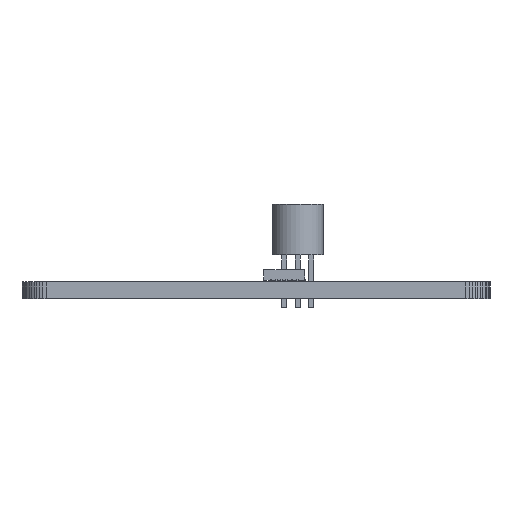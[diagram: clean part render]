
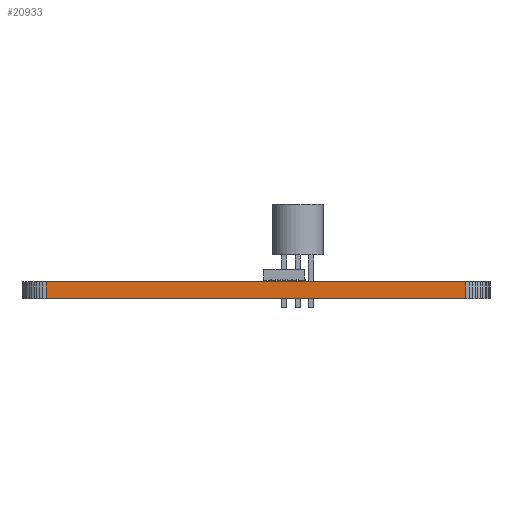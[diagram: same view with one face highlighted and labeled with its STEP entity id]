
A CAD part, left-side view. The second image highlights one B-rep face of the part: STEP entity #20933.
In plain terms, the highlighted planar face has unit normal (-1, 0, 0).
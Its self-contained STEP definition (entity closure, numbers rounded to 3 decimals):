
#13388 = PLANE('',#13389);
#13389 = AXIS2_PLACEMENT_3D('',#13390,#13391,#13392);
#13390 = CARTESIAN_POINT('',(163.824,-106.671,1.6));
#13391 = DIRECTION('',(-0.,-0.,-1.));
#13392 = DIRECTION('',(-1.,0.,0.));
#13442 = PLANE('',#13443);
#13443 = AXIS2_PLACEMENT_3D('',#13444,#13445,#13446);
#13444 = CARTESIAN_POINT('',(163.824,-106.671,0.));
#13445 = DIRECTION('',(-0.,-0.,-1.));
#13446 = DIRECTION('',(-1.,0.,0.));
#14559 = VERTEX_POINT('',#14560);
#14560 = CARTESIAN_POINT('',(126.964,-126.651,0.));
#14574 = PLANE('',#14575);
#14575 = AXIS2_PLACEMENT_3D('',#14576,#14577,#14578);
#14576 = CARTESIAN_POINT('',(126.984,-126.95,0.));
#14577 = DIRECTION('',(-0.998,-0.065,0.));
#14578 = DIRECTION('',(-0.065,0.998,0.));
#14586 = EDGE_CURVE('',#14559,#14587,#14589,.T.);
#14587 = VERTEX_POINT('',#14588);
#14588 = CARTESIAN_POINT('',(126.964,-86.709,0.));
#14589 = SURFACE_CURVE('',#14590,(#14594,#14601),.PCURVE_S1.);
#14590 = LINE('',#14591,#14592);
#14591 = CARTESIAN_POINT('',(126.964,-126.651,0.));
#14592 = VECTOR('',#14593,1.);
#14593 = DIRECTION('',(0.,1.,0.));
#14594 = PCURVE('',#13442,#14595);
#14595 = DEFINITIONAL_REPRESENTATION('',(#14596),#14600);
#14596 = LINE('',#14597,#14598);
#14597 = CARTESIAN_POINT('',(36.86,-19.98));
#14598 = VECTOR('',#14599,1.);
#14599 = DIRECTION('',(0.,1.));
#14600 = ( GEOMETRIC_REPRESENTATION_CONTEXT(2) 
PARAMETRIC_REPRESENTATION_CONTEXT() REPRESENTATION_CONTEXT('2D SPACE',''
  ) );
#14601 = PCURVE('',#14602,#14607);
#14602 = PLANE('',#14603);
#14603 = AXIS2_PLACEMENT_3D('',#14604,#14605,#14606);
#14604 = CARTESIAN_POINT('',(126.964,-126.651,0.));
#14605 = DIRECTION('',(-1.,0.,0.));
#14606 = DIRECTION('',(0.,1.,0.));
#14607 = DEFINITIONAL_REPRESENTATION('',(#14608),#14612);
#14608 = LINE('',#14609,#14610);
#14609 = CARTESIAN_POINT('',(0.,0.));
#14610 = VECTOR('',#14611,1.);
#14611 = DIRECTION('',(1.,0.));
#14612 = ( GEOMETRIC_REPRESENTATION_CONTEXT(2) 
PARAMETRIC_REPRESENTATION_CONTEXT() REPRESENTATION_CONTEXT('2D SPACE',''
  ) );
#14630 = PLANE('',#14631);
#14631 = AXIS2_PLACEMENT_3D('',#14632,#14633,#14634);
#14632 = CARTESIAN_POINT('',(126.964,-86.709,0.));
#14633 = DIRECTION('',(-0.998,0.065,0.));
#14634 = DIRECTION('',(0.065,0.998,0.));
#18099 = VERTEX_POINT('',#18100);
#18100 = CARTESIAN_POINT('',(126.964,-126.651,1.6));
#18121 = EDGE_CURVE('',#18099,#18122,#18124,.T.);
#18122 = VERTEX_POINT('',#18123);
#18123 = CARTESIAN_POINT('',(126.964,-86.709,1.6));
#18124 = SURFACE_CURVE('',#18125,(#18129,#18136),.PCURVE_S1.);
#18125 = LINE('',#18126,#18127);
#18126 = CARTESIAN_POINT('',(126.964,-126.651,1.6));
#18127 = VECTOR('',#18128,1.);
#18128 = DIRECTION('',(0.,1.,0.));
#18129 = PCURVE('',#13388,#18130);
#18130 = DEFINITIONAL_REPRESENTATION('',(#18131),#18135);
#18131 = LINE('',#18132,#18133);
#18132 = CARTESIAN_POINT('',(36.86,-19.98));
#18133 = VECTOR('',#18134,1.);
#18134 = DIRECTION('',(0.,1.));
#18135 = ( GEOMETRIC_REPRESENTATION_CONTEXT(2) 
PARAMETRIC_REPRESENTATION_CONTEXT() REPRESENTATION_CONTEXT('2D SPACE',''
  ) );
#18136 = PCURVE('',#14602,#18137);
#18137 = DEFINITIONAL_REPRESENTATION('',(#18138),#18142);
#18138 = LINE('',#18139,#18140);
#18139 = CARTESIAN_POINT('',(0.,-1.6));
#18140 = VECTOR('',#18141,1.);
#18141 = DIRECTION('',(1.,0.));
#18142 = ( GEOMETRIC_REPRESENTATION_CONTEXT(2) 
PARAMETRIC_REPRESENTATION_CONTEXT() REPRESENTATION_CONTEXT('2D SPACE',''
  ) );
#20883 = EDGE_CURVE('',#14587,#18122,#20884,.T.);
#20884 = SURFACE_CURVE('',#20885,(#20889,#20896),.PCURVE_S1.);
#20885 = LINE('',#20886,#20887);
#20886 = CARTESIAN_POINT('',(126.964,-86.709,0.));
#20887 = VECTOR('',#20888,1.);
#20888 = DIRECTION('',(0.,0.,1.));
#20889 = PCURVE('',#14630,#20890);
#20890 = DEFINITIONAL_REPRESENTATION('',(#20891),#20895);
#20891 = LINE('',#20892,#20893);
#20892 = CARTESIAN_POINT('',(0.,0.));
#20893 = VECTOR('',#20894,1.);
#20894 = DIRECTION('',(0.,-1.));
#20895 = ( GEOMETRIC_REPRESENTATION_CONTEXT(2) 
PARAMETRIC_REPRESENTATION_CONTEXT() REPRESENTATION_CONTEXT('2D SPACE',''
  ) );
#20896 = PCURVE('',#14602,#20897);
#20897 = DEFINITIONAL_REPRESENTATION('',(#20898),#20902);
#20898 = LINE('',#20899,#20900);
#20899 = CARTESIAN_POINT('',(39.942,0.));
#20900 = VECTOR('',#20901,1.);
#20901 = DIRECTION('',(0.,-1.));
#20902 = ( GEOMETRIC_REPRESENTATION_CONTEXT(2) 
PARAMETRIC_REPRESENTATION_CONTEXT() REPRESENTATION_CONTEXT('2D SPACE',''
  ) );
#20933 = ADVANCED_FACE('',(#20934),#14602,.T.);
#20934 = FACE_BOUND('',#20935,.T.);
#20935 = EDGE_LOOP('',(#20936,#20957,#20958,#20959));
#20936 = ORIENTED_EDGE('',*,*,#20937,.T.);
#20937 = EDGE_CURVE('',#14559,#18099,#20938,.T.);
#20938 = SURFACE_CURVE('',#20939,(#20943,#20950),.PCURVE_S1.);
#20939 = LINE('',#20940,#20941);
#20940 = CARTESIAN_POINT('',(126.964,-126.651,0.));
#20941 = VECTOR('',#20942,1.);
#20942 = DIRECTION('',(0.,0.,1.));
#20943 = PCURVE('',#14602,#20944);
#20944 = DEFINITIONAL_REPRESENTATION('',(#20945),#20949);
#20945 = LINE('',#20946,#20947);
#20946 = CARTESIAN_POINT('',(0.,0.));
#20947 = VECTOR('',#20948,1.);
#20948 = DIRECTION('',(0.,-1.));
#20949 = ( GEOMETRIC_REPRESENTATION_CONTEXT(2) 
PARAMETRIC_REPRESENTATION_CONTEXT() REPRESENTATION_CONTEXT('2D SPACE',''
  ) );
#20950 = PCURVE('',#14574,#20951);
#20951 = DEFINITIONAL_REPRESENTATION('',(#20952),#20956);
#20952 = LINE('',#20953,#20954);
#20953 = CARTESIAN_POINT('',(0.299,0.));
#20954 = VECTOR('',#20955,1.);
#20955 = DIRECTION('',(0.,-1.));
#20956 = ( GEOMETRIC_REPRESENTATION_CONTEXT(2) 
PARAMETRIC_REPRESENTATION_CONTEXT() REPRESENTATION_CONTEXT('2D SPACE',''
  ) );
#20957 = ORIENTED_EDGE('',*,*,#18121,.T.);
#20958 = ORIENTED_EDGE('',*,*,#20883,.F.);
#20959 = ORIENTED_EDGE('',*,*,#14586,.F.);
